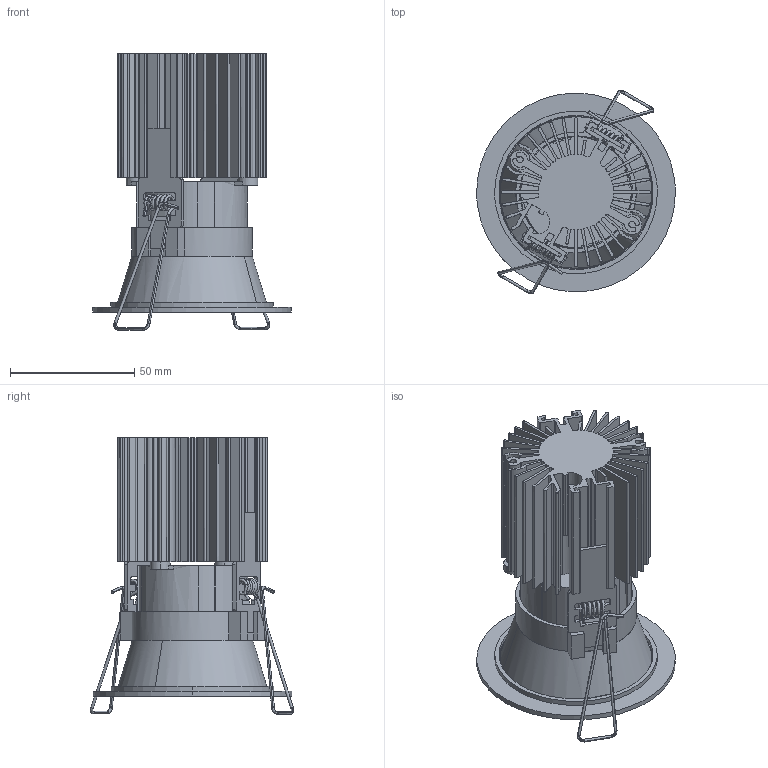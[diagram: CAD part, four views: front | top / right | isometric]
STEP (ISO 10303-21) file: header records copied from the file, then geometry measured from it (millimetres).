
FILE_DESCRIPTION(/* description */ (''),/* implementation_level */ '2;1');
FILE_NAME(/* name */ 'EVERYTHING 80 ROUND FIXED',/* time_stamp */ '2018-03-06T10:27:25+01:00',/* author */ (''),/* organization */ (''),/* preprocessor_version */ 'ST-DEVELOPER v15',/* originating_system */ '',/* authorisation */ '');
FILE_SCHEMA (('CONFIG_CONTROL_DESIGN'));
Length unit declared in the file: metre
Products named in the file (1): Document
Bounding box: 80 x 81.97 x 111.37 mm (x, y, z)
Volume: 34769.4 mm3; surface area: 92618.3 mm2
Topology: 13 solids, 14 shells, 618 faces, 1787 edges, 1196 vertices
Faces by surface type: bspline 330, plane 288
Entity records: 25890 total; most frequent: CARTESIAN_POINT 15437, ORIENTED_EDGE 3550, EDGE_CURVE 1787, VERTEX_POINT 1196, B_SPLINE_CURVE_WITH_KNOTS 1045, EDGE_LOOP 635, ADVANCED_FACE 618, FACE_OUTER_BOUND 618
